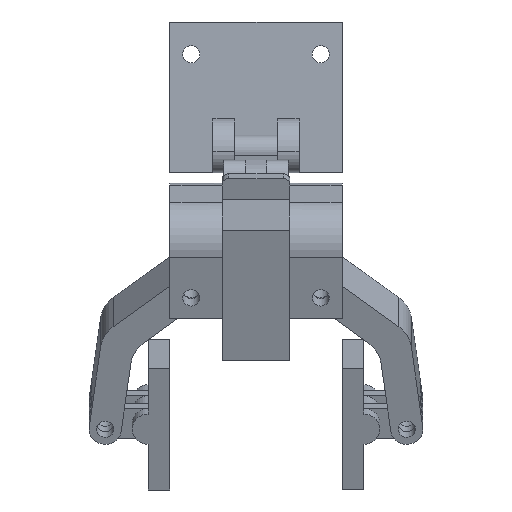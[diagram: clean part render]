
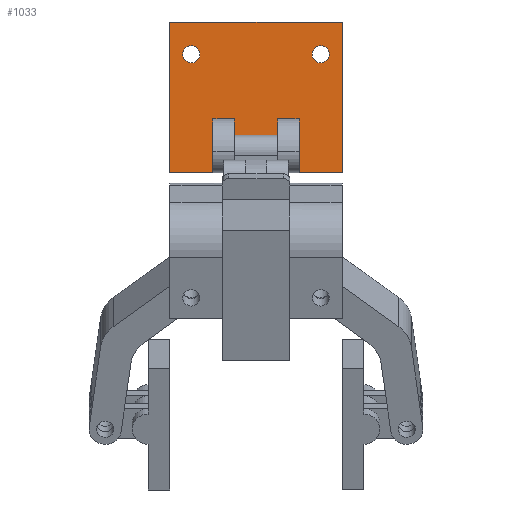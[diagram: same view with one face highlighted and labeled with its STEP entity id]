
A CAD part, top view. The second image highlights one B-rep face of the part: STEP entity #1033.
In plain terms, the highlighted planar face has unit normal (0, 0, 1).
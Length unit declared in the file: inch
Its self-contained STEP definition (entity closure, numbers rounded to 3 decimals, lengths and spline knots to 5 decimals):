
#898=FACE_BOUND('',#1375,.T.);
#899=FACE_BOUND('',#1376,.T.);
#900=FACE_BOUND('',#1377,.T.);
#1033=ADVANCED_FACE('',(#898,#899,#900),#1117,.T.);
#1117=PLANE('',#4083);
#1375=EDGE_LOOP('',(#2025,#2026,#2027,#2028,#2029,#2030,#2031,#2032,#2033,
#2034,#2035,#2036));
#1376=EDGE_LOOP('',(#2037));
#1377=EDGE_LOOP('',(#2038));
#2025=ORIENTED_EDGE('',*,*,#2605,.T.);
#2026=ORIENTED_EDGE('',*,*,#2634,.T.);
#2027=ORIENTED_EDGE('',*,*,#2636,.T.);
#2028=ORIENTED_EDGE('',*,*,#2624,.F.);
#2029=ORIENTED_EDGE('',*,*,#2644,.F.);
#2030=ORIENTED_EDGE('',*,*,#2631,.F.);
#2031=ORIENTED_EDGE('',*,*,#2641,.T.);
#2032=ORIENTED_EDGE('',*,*,#2612,.F.);
#2033=ORIENTED_EDGE('',*,*,#2645,.F.);
#2034=ORIENTED_EDGE('',*,*,#2619,.F.);
#2035=ORIENTED_EDGE('',*,*,#2639,.T.);
#2036=ORIENTED_EDGE('',*,*,#2643,.T.);
#2037=ORIENTED_EDGE('',*,*,#2646,.T.);
#2038=ORIENTED_EDGE('',*,*,#2647,.T.);
#2277=VERTEX_POINT('',#5655);
#2279=VERTEX_POINT('',#5658);
#2285=VERTEX_POINT('',#5671);
#2286=VERTEX_POINT('',#5673);
#2289=VERTEX_POINT('',#5680);
#2292=VERTEX_POINT('',#5686);
#2297=VERTEX_POINT('',#5697);
#2298=VERTEX_POINT('',#5699);
#2301=VERTEX_POINT('',#5706);
#2304=VERTEX_POINT('',#5712);
#2306=VERTEX_POINT('',#5718);
#2308=VERTEX_POINT('',#5726);
#2309=VERTEX_POINT('',#5737);
#2310=VERTEX_POINT('',#5739);
#2605=EDGE_CURVE('',#2279,#2277,#3297,.T.);
#2612=EDGE_CURVE('',#2285,#2286,#3301,.T.);
#2619=EDGE_CURVE('',#2292,#2289,#3305,.T.);
#2624=EDGE_CURVE('',#2297,#2298,#3307,.T.);
#2631=EDGE_CURVE('',#2304,#2301,#3311,.T.);
#2634=EDGE_CURVE('',#2277,#2306,#3314,.T.);
#2636=EDGE_CURVE('',#2306,#2298,#3316,.T.);
#2639=EDGE_CURVE('',#2292,#2308,#3319,.T.);
#2641=EDGE_CURVE('',#2304,#2286,#3321,.T.);
#2643=EDGE_CURVE('',#2308,#2279,#3323,.T.);
#2644=EDGE_CURVE('',#2301,#2297,#3324,.T.);
#2645=EDGE_CURVE('',#2289,#2285,#3325,.T.);
#2646=EDGE_CURVE('',#2309,#2309,#2788,.T.);
#2647=EDGE_CURVE('',#2310,#2310,#2789,.T.);
#2788=CIRCLE('',#4081,0.1);
#2789=CIRCLE('',#4082,0.1);
#3297=LINE('',#5657,#3584);
#3301=LINE('',#5672,#3588);
#3305=LINE('',#5687,#3592);
#3307=LINE('',#5698,#3594);
#3311=LINE('',#5713,#3598);
#3314=LINE('',#5719,#3601);
#3316=LINE('',#5722,#3603);
#3319=LINE('',#5727,#3606);
#3321=LINE('',#5729,#3608);
#3323=LINE('',#5732,#3610);
#3324=LINE('',#5734,#3611);
#3325=LINE('',#5735,#3612);
#3584=VECTOR('',#4838,1.);
#3588=VECTOR('',#4850,1.);
#3592=VECTOR('',#4862,1.);
#3594=VECTOR('',#4872,1.);
#3598=VECTOR('',#4884,1.);
#3601=VECTOR('',#4889,1.);
#3603=VECTOR('',#4893,1.);
#3606=VECTOR('',#4896,1.);
#3608=VECTOR('',#4898,1.);
#3610=VECTOR('',#4902,1.);
#3611=VECTOR('',#4905,1.);
#3612=VECTOR('',#4906,1.);
#4081=AXIS2_PLACEMENT_3D('',#5736,#4907,#4908);
#4082=AXIS2_PLACEMENT_3D('',#5738,#4909,#4910);
#4083=AXIS2_PLACEMENT_3D('',#5740,#4911,#4912);
#4838=DIRECTION('',(-1.,0.,0.));
#4850=DIRECTION('',(0.,-1.,0.));
#4862=DIRECTION('',(0.,1.,0.));
#4872=DIRECTION('',(0.,-1.,0.));
#4884=DIRECTION('',(0.,1.,0.));
#4889=DIRECTION('',(0.,-1.,0.));
#4893=DIRECTION('',(1.,0.,0.));
#4896=DIRECTION('',(1.,0.,0.));
#4898=DIRECTION('',(1.,0.,0.));
#4902=DIRECTION('',(0.,1.,0.));
#4905=DIRECTION('',(-1.,0.,0.));
#4906=DIRECTION('',(-1.,0.,0.));
#4907=DIRECTION('',(0.,0.,-1.));
#4908=DIRECTION('',(1.,0.,0.));
#4909=DIRECTION('',(0.,0.,-1.));
#4910=DIRECTION('',(1.,0.,0.));
#4911=DIRECTION('',(0.,0.,1.));
#4912=DIRECTION('',(1.,0.,0.));
#5655=CARTESIAN_POINT('',(-1.,1.375,0.5));
#5657=CARTESIAN_POINT('',(1.,1.375,0.5));
#5658=CARTESIAN_POINT('',(1.,1.375,0.5));
#5671=CARTESIAN_POINT('',(0.25,0.25,0.5));
#5672=CARTESIAN_POINT('',(0.25,0.375,0.5));
#5673=CARTESIAN_POINT('',(0.25,-0.375,0.5));
#5680=CARTESIAN_POINT('',(0.5,0.25,0.5));
#5686=CARTESIAN_POINT('',(0.5,-0.375,0.5));
#5687=CARTESIAN_POINT('',(0.5,-0.375,0.5));
#5697=CARTESIAN_POINT('',(-0.5,0.25,0.5));
#5698=CARTESIAN_POINT('',(-0.5,0.375,0.5));
#5699=CARTESIAN_POINT('',(-0.5,-0.375,0.5));
#5706=CARTESIAN_POINT('',(-0.25,0.25,0.5));
#5712=CARTESIAN_POINT('',(-0.25,-0.375,0.5));
#5713=CARTESIAN_POINT('',(-0.25,-0.375,0.5));
#5718=CARTESIAN_POINT('',(-1.,-0.375,0.5));
#5719=CARTESIAN_POINT('',(-1.,0.375,0.5));
#5722=CARTESIAN_POINT('',(-1.,-0.375,0.5));
#5726=CARTESIAN_POINT('',(1.,-0.375,0.5));
#5727=CARTESIAN_POINT('',(-1.,-0.375,0.5));
#5729=CARTESIAN_POINT('',(-1.,-0.375,0.5));
#5732=CARTESIAN_POINT('',(1.,-0.375,0.5));
#5734=CARTESIAN_POINT('',(2165.85433,0.25,0.5));
#5735=CARTESIAN_POINT('',(2165.85433,0.25,0.5));
#5736=CARTESIAN_POINT('',(0.75,1.,0.5));
#5737=CARTESIAN_POINT('',(0.85,1.,0.5));
#5738=CARTESIAN_POINT('',(-0.75,1.,0.5));
#5739=CARTESIAN_POINT('',(-0.65,1.,0.5));
#5740=CARTESIAN_POINT('',(0.,0.,0.5));
